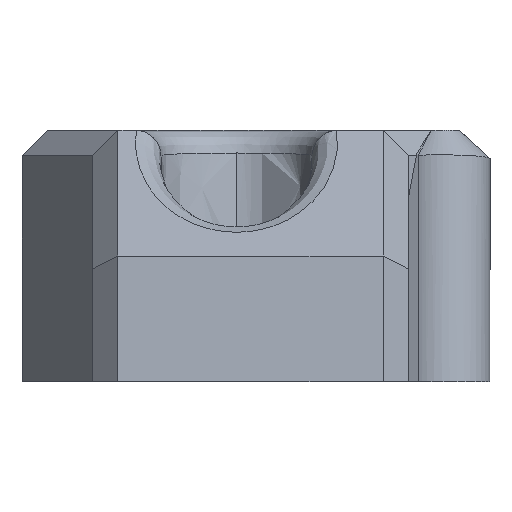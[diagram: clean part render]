
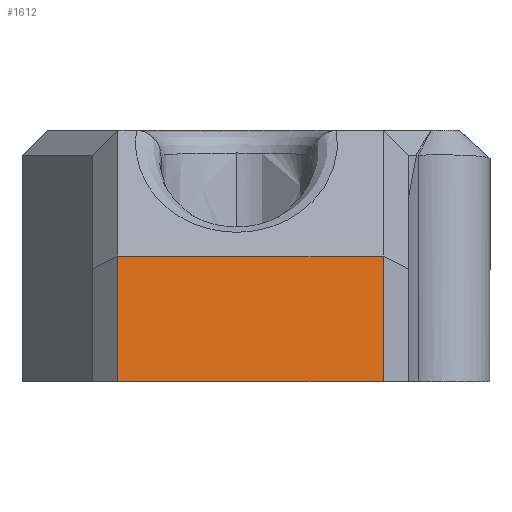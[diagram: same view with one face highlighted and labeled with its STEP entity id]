
A CAD part, left-side view. The second image highlights one B-rep face of the part: STEP entity #1612.
In plain terms, the highlighted planar face has unit normal (-0.995, 0, 0.104).
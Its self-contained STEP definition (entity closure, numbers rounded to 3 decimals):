
#56=PLANE('',#1733);
#143=LINE('',#3153,#295);
#176=LINE('',#3712,#328);
#177=LINE('',#3714,#329);
#178=LINE('',#3715,#330);
#295=VECTOR('',#1955,1000.);
#328=VECTOR('',#2014,1000.);
#329=VECTOR('',#2015,1000.);
#330=VECTOR('',#2016,1000.);
#457=FACE_OUTER_BOUND('',#552,.T.);
#552=EDGE_LOOP('',(#1325,#1326,#1327,#1328));
#755=VERTEX_POINT('',#3150);
#756=VERTEX_POINT('',#3152);
#792=VERTEX_POINT('',#3711);
#793=VERTEX_POINT('',#3713);
#941=EDGE_CURVE('',#756,#755,#143,.T.);
#984=EDGE_CURVE('',#755,#792,#176,.T.);
#985=EDGE_CURVE('',#792,#793,#177,.T.);
#986=EDGE_CURVE('',#793,#756,#178,.T.);
#1325=ORIENTED_EDGE('',*,*,#941,.T.);
#1326=ORIENTED_EDGE('',*,*,#984,.T.);
#1327=ORIENTED_EDGE('',*,*,#985,.T.);
#1328=ORIENTED_EDGE('',*,*,#986,.T.);
#1612=ADVANCED_FACE('',(#457),#56,.F.);
#1733=AXIS2_PLACEMENT_3D('',#3710,#2012,#2013);
#1955=DIRECTION('',(0.,-1.,0.));
#2012=DIRECTION('center_axis',(0.995,0.,-0.105));
#2013=DIRECTION('ref_axis',(0.,-1.,0.));
#2014=DIRECTION('',(0.105,0.,0.995));
#2015=DIRECTION('',(0.,1.,0.));
#2016=DIRECTION('',(-0.105,0.,-0.995));
#3150=CARTESIAN_POINT('',(9.756,47.45,0.));
#3152=CARTESIAN_POINT('',(9.756,57.95,0.));
#3153=CARTESIAN_POINT('',(9.756,58.95,0.));
#3710=CARTESIAN_POINT('Origin',(10.801,58.95,9.945));
#3711=CARTESIAN_POINT('',(10.278,47.45,4.973));
#3712=CARTESIAN_POINT('',(10.801,47.45,9.945));
#3713=CARTESIAN_POINT('',(10.278,57.95,4.973));
#3714=CARTESIAN_POINT('',(10.278,58.95,4.973));
#3715=CARTESIAN_POINT('',(10.801,57.95,9.945));
